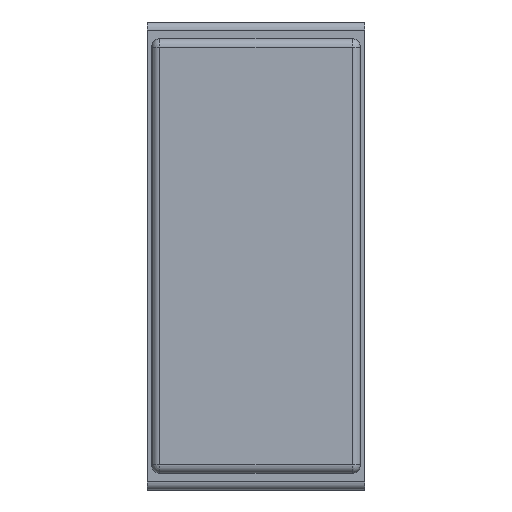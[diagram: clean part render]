
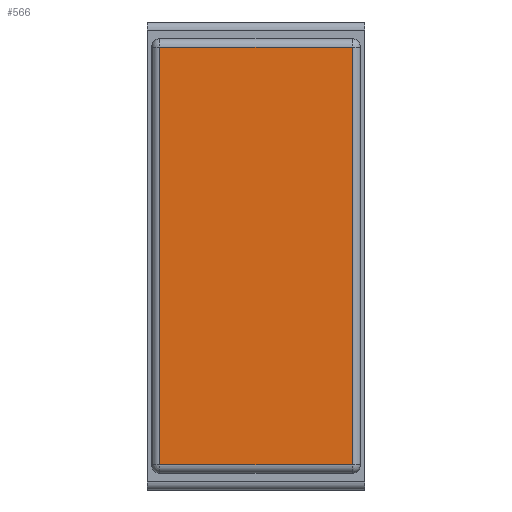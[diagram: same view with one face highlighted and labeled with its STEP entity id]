
A CAD part, front view. The second image highlights one B-rep face of the part: STEP entity #566.
In plain terms, the highlighted planar face has unit normal (0, -1, 0).
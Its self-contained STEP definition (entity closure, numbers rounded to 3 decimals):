
#76=FACE_OUTER_BOUND('',#114,.T.);
#114=EDGE_LOOP('',(#513,#514,#515,#516));
#150=LINE('',#956,#196);
#154=LINE('',#969,#200);
#156=LINE('',#972,#202);
#158=LINE('',#975,#204);
#196=VECTOR('',#785,10.);
#200=VECTOR('',#801,10.);
#202=VECTOR('',#805,10.);
#204=VECTOR('',#809,10.);
#268=VERTEX_POINT('',#909);
#273=VERTEX_POINT('',#927);
#278=VERTEX_POINT('',#947);
#281=VERTEX_POINT('',#960);
#347=EDGE_CURVE('',#268,#278,#150,.T.);
#354=EDGE_CURVE('',#278,#281,#154,.T.);
#356=EDGE_CURVE('',#281,#273,#156,.T.);
#358=EDGE_CURVE('',#273,#268,#158,.T.);
#513=ORIENTED_EDGE('',*,*,#347,.F.);
#514=ORIENTED_EDGE('',*,*,#358,.F.);
#515=ORIENTED_EDGE('',*,*,#356,.F.);
#516=ORIENTED_EDGE('',*,*,#354,.F.);
#529=PLANE('',#637);
#566=ADVANCED_FACE('',(#76),#529,.T.);
#637=AXIS2_PLACEMENT_3D('',#983,#822,#823);
#785=DIRECTION('',(0.,0.,1.));
#801=DIRECTION('',(1.,0.,0.));
#805=DIRECTION('',(0.,0.,-1.));
#809=DIRECTION('',(-1.,0.,0.));
#822=DIRECTION('center_axis',(0.,-1.,0.));
#823=DIRECTION('ref_axis',(0.,0.,-1.));
#909=CARTESIAN_POINT('',(-11.5,-10.,-25.));
#927=CARTESIAN_POINT('',(11.5,-10.,-25.));
#947=CARTESIAN_POINT('',(-11.5,-10.,25.));
#956=CARTESIAN_POINT('',(-11.5,-10.,13.));
#960=CARTESIAN_POINT('',(11.5,-10.,25.));
#969=CARTESIAN_POINT('',(6.25,-10.,25.));
#972=CARTESIAN_POINT('',(11.5,-10.,-13.));
#975=CARTESIAN_POINT('',(-6.25,-10.,-25.));
#983=CARTESIAN_POINT('Origin',(0.,-10.,0.));
